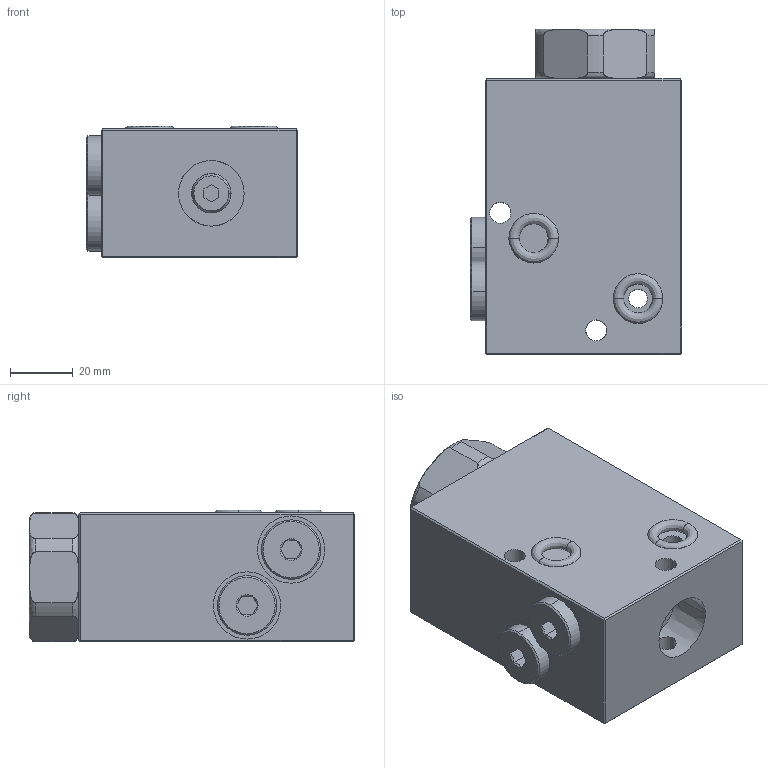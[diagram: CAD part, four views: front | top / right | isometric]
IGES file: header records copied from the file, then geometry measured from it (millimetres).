
Start section:  PTC IGES file: ilcmv47043100.igs
Global section: file name: ilcmv47043100.igs; native system: Creo Parametric by Parametric Technology Corporation; preprocessor: 2013320; author: avl; organization: Unknown; date: 20150330.152039; units: millimetre
Bounding box: 67.48 x 104.01 x 42.14 mm (x, y, z)
Surface area: 30226 mm2 (no closed solid volume)
Topology: 0 solids, 0 shells, 131 faces, 632 edges, 632 vertices
Faces by surface type: revolution 68, bspline 63
